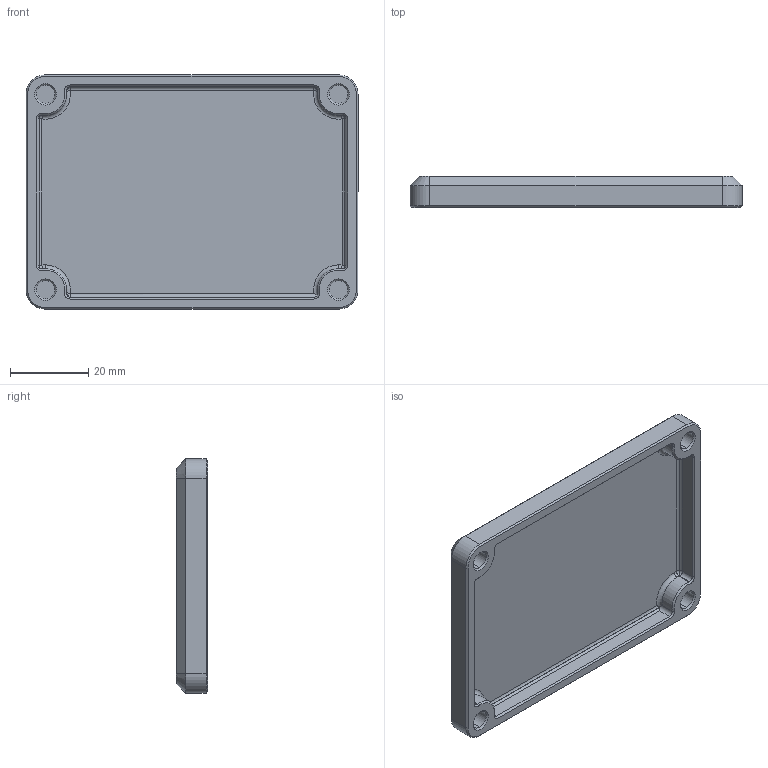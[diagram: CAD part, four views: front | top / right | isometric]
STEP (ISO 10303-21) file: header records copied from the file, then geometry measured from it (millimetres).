
FILE_DESCRIPTION (( 'STEP AP214' ), '1' );
FILE_NAME ('Electronics_Box_Blanking_Plate.STEP', '2021-04-26T14:35:47', ( '' ), ( '' ), 'SwSTEP 2.0', 'SolidWorks 2020', '' );
FILE_SCHEMA (( 'AUTOMOTIVE_DESIGN' ));
Length unit declared in the file: millimetre
Products named in the file (1): Electronics_Box_Blanking_Plate
Bounding box: 85 x 8 x 60 mm (x, y, z)
Volume: 18991.9 mm3; surface area: 13434.1 mm2
Topology: 1 solids, 1 shells, 126 faces, 280 edges, 154 vertices
Faces by surface type: cylinder 36, cone 32, plane 31, sphere 14, bspline 7, torus 6
Entity records: 3472 total; most frequent: CARTESIAN_POINT 695, DIRECTION 628, ORIENTED_EDGE 546, EDGE_CURVE 273, AXIS2_PLACEMENT_3D 254, VERTEX_POINT 154, CIRCLE 134, EDGE_LOOP 131
